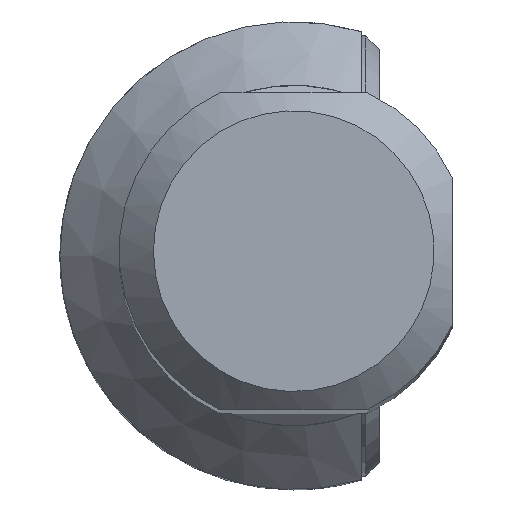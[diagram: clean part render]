
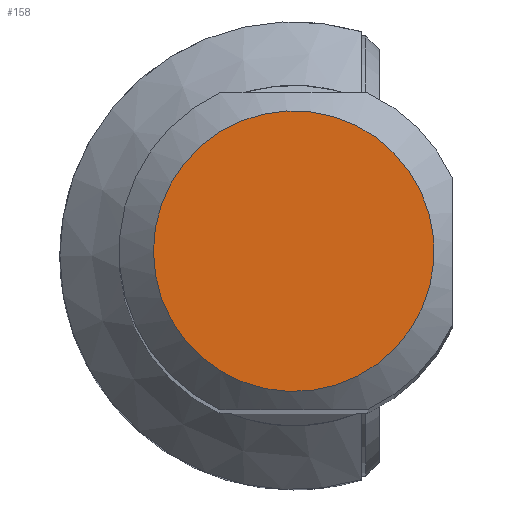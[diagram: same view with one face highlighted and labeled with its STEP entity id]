
A CAD part, top view. The second image highlights one B-rep face of the part: STEP entity #158.
In plain terms, the highlighted planar face has unit normal (0, 0, 1).
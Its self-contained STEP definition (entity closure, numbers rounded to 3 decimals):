
#110=PLANE('',#962);
#158=ADVANCED_FACE('SHANK_FACE_BACK',(#234),#110,.F.);
#234=FACE_OUTER_BOUND('',#258,.T.);
#258=EDGE_LOOP('',(#474));
#474=ORIENTED_EDGE('',*,*,#779,.T.);
#672=VERTEX_POINT('',#1470);
#779=EDGE_CURVE('',#672,#672,#854,.T.);
#854=CIRCLE('',#961,10.2);
#961=AXIS2_PLACEMENT_3D('',#1469,#1135,#1136);
#962=AXIS2_PLACEMENT_3D('',#1471,#1137,#1138);
#1135=DIRECTION('',(0.,0.,1.));
#1136=DIRECTION('',(-1.,0.,0.));
#1137=DIRECTION('',(0.,0.,-1.));
#1138=DIRECTION('',(1.,0.,0.));
#1469=CARTESIAN_POINT('',(0.,0.,0.));
#1470=CARTESIAN_POINT('',(-10.2,0.,0.));
#1471=CARTESIAN_POINT('',(0.,0.,0.));
